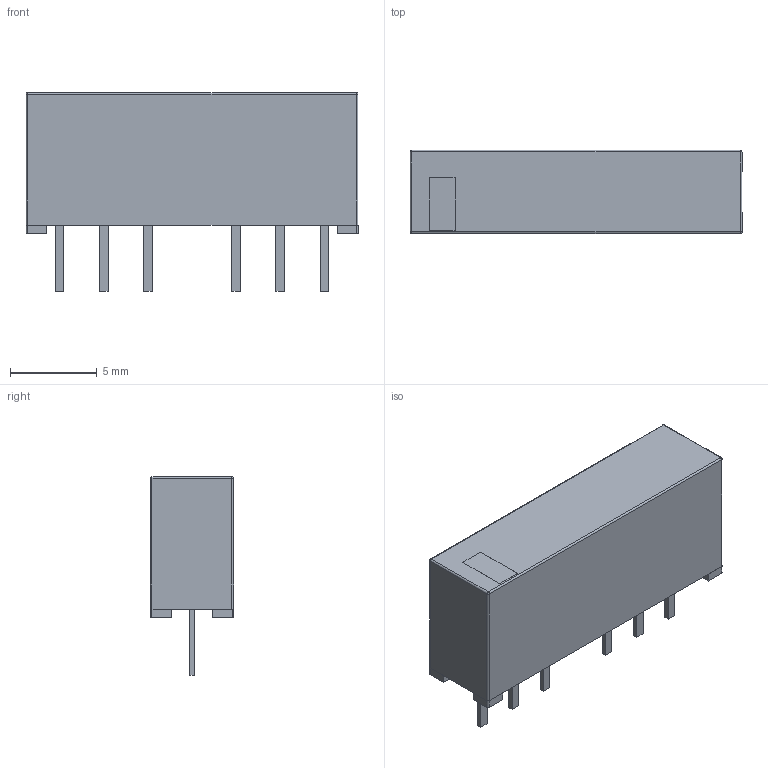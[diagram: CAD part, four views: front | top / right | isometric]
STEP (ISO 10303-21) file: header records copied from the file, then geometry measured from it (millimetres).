
FILE_DESCRIPTION((''),'2;1');
FILE_NAME('REL_PICKERING_103G.stp','2015-02-17T17:22:56',(''),(''),'Mechanical Desktop 2011','Mechanical Desktop 2011',', , ');
FILE_SCHEMA(('AUTOMOTIVE_DESIGN { 1 2 10303 214 1 1 1 1 }'));
Length unit declared in the file: millimetre
Products named in the file (1): Product
Bounding box: 19.1 x 4.8 x 11.43 mm (x, y, z)
Volume: 703.3 mm3; surface area: 606.9 mm2
Topology: 12 solids, 12 shells, 101 faces, 220 edges, 140 vertices
Faces by surface type: plane 55, bspline 30, cylinder 12, sphere 4
Entity records: 2719 total; most frequent: CARTESIAN_POINT 548, ORIENTED_EDGE 432, DIRECTION 384, EDGE_CURVE 216, VECTOR 192, LINE 192, VERTEX_POINT 140, EDGE_LOOP 102
